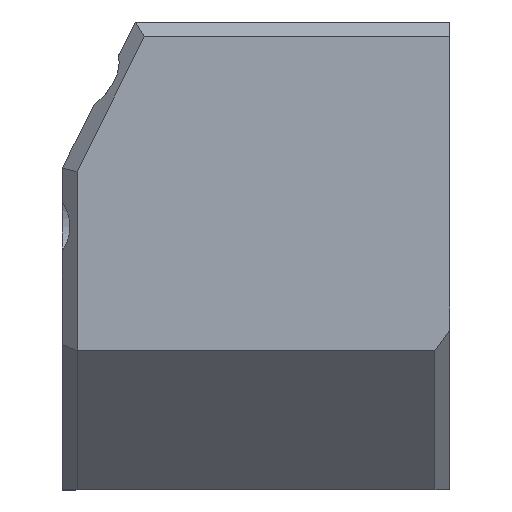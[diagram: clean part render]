
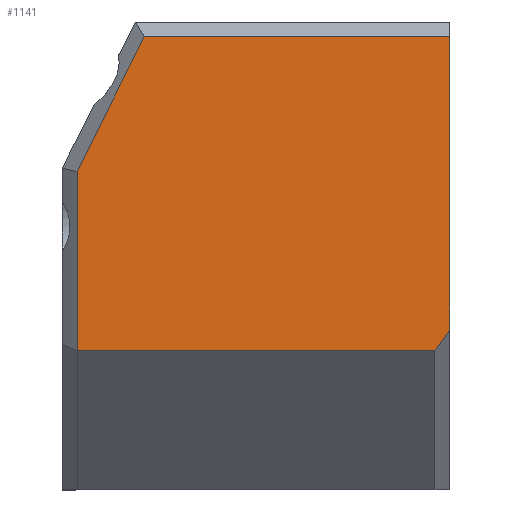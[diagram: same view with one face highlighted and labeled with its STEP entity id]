
A CAD part, top view. The second image highlights one B-rep face of the part: STEP entity #1141.
In plain terms, the highlighted planar face has unit normal (0, 0, 1).
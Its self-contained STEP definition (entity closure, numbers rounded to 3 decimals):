
#88=FACE_OUTER_BOUND('',#152,.T.);
#152=EDGE_LOOP('',(#858,#859,#860,#861,#862,#863));
#251=LINE('',#1751,#377);
#258=LINE('',#1779,#384);
#260=LINE('',#1783,#386);
#263=LINE('',#1789,#389);
#264=LINE('',#1791,#390);
#265=LINE('',#1792,#391);
#377=VECTOR('',#1400,10.);
#384=VECTOR('',#1425,10.);
#386=VECTOR('',#1429,10.);
#389=VECTOR('',#1434,10.);
#390=VECTOR('',#1435,10.);
#391=VECTOR('',#1436,10.);
#512=VERTEX_POINT('',#1748);
#513=VERTEX_POINT('',#1750);
#525=VERTEX_POINT('',#1778);
#526=VERTEX_POINT('',#1782);
#528=VERTEX_POINT('',#1788);
#529=VERTEX_POINT('',#1790);
#637=EDGE_CURVE('',#512,#513,#251,.T.);
#651=EDGE_CURVE('',#513,#525,#258,.T.);
#653=EDGE_CURVE('',#525,#526,#260,.T.);
#656=EDGE_CURVE('',#528,#512,#263,.T.);
#657=EDGE_CURVE('',#529,#528,#264,.T.);
#658=EDGE_CURVE('',#526,#529,#265,.T.);
#858=ORIENTED_EDGE('',*,*,#651,.F.);
#859=ORIENTED_EDGE('',*,*,#637,.F.);
#860=ORIENTED_EDGE('',*,*,#656,.F.);
#861=ORIENTED_EDGE('',*,*,#657,.F.);
#862=ORIENTED_EDGE('',*,*,#658,.F.);
#863=ORIENTED_EDGE('',*,*,#653,.F.);
#1098=PLANE('',#1231);
#1141=ADVANCED_FACE('',(#88),#1098,.T.);
#1231=AXIS2_PLACEMENT_3D('',#1787,#1432,#1433);
#1400=DIRECTION('',(0.,-1.,0.));
#1425=DIRECTION('',(-0.577,-0.816,0.));
#1429=DIRECTION('',(-1.,0.,0.));
#1432=DIRECTION('center_axis',(0.,0.,
1.));
#1433=DIRECTION('ref_axis',(0.,1.,0.));
#1434=DIRECTION('',(1.,0.,0.));
#1435=DIRECTION('',(0.447,0.894,0.));
#1436=DIRECTION('',(0.,1.,0.));
#1748=CARTESIAN_POINT('',(33.,21.798,-131.805));
#1750=CARTESIAN_POINT('',(33.,1.713,-131.805));
#1751=CARTESIAN_POINT('',(33.,5.298,-131.805));
#1778=CARTESIAN_POINT('',(32.,0.298,-131.805));
#1779=CARTESIAN_POINT('',(30.507,-1.814,-131.805));
#1782=CARTESIAN_POINT('',(7.5,0.298,-131.805));
#1783=CARTESIAN_POINT('',(33.,0.298,-131.805));
#1787=CARTESIAN_POINT('Origin',(33.,0.298,-131.805));
#1788=CARTESIAN_POINT('',(12.118,21.798,-131.805));
#1789=CARTESIAN_POINT('',(33.,21.798,-131.805));
#1790=CARTESIAN_POINT('',(7.5,12.562,-131.805));
#1791=CARTESIAN_POINT('',(10.044,17.651,-131.805));
#1792=CARTESIAN_POINT('',(7.5,3.548,-131.805));
